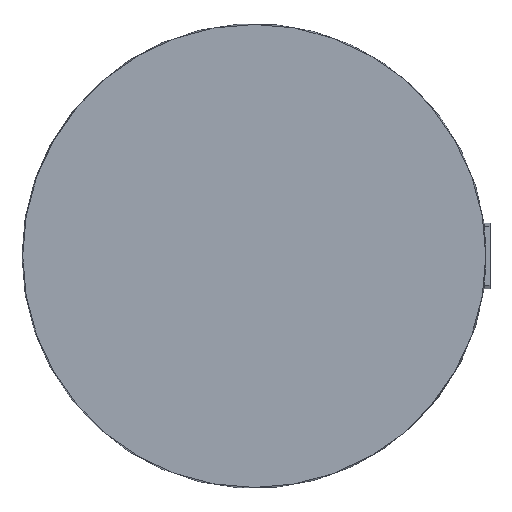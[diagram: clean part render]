
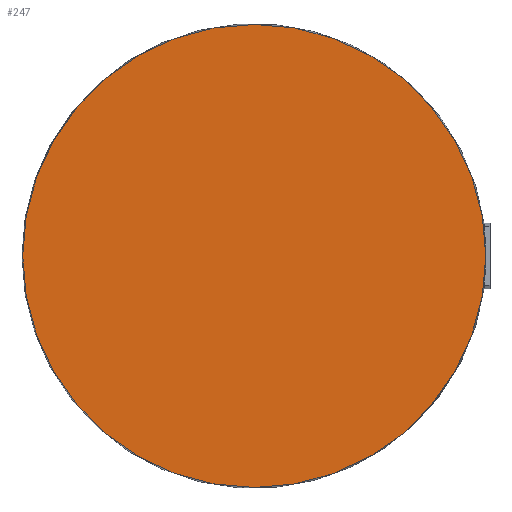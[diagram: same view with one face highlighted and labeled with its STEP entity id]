
A CAD part, top view. The second image highlights one B-rep face of the part: STEP entity #247.
In plain terms, the highlighted planar face has unit normal (0, 0, 1).
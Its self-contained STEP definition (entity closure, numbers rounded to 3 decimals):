
#38 = CIRCLE ( 'NONE', #1135, 9.82 ) ;
#48 = CIRCLE ( 'NONE', #1152, 9.82 ) ;
#233 = DIRECTION ( 'NONE',  ( 0., 1., 0. ) ) ;
#247 = ADVANCED_FACE ( 'NONE', ( #1144 ), #1889, .F. ) ;
#312 = EDGE_CURVE ( 'NONE', #1426, #967, #38, .T. ) ;
#351 = EDGE_LOOP ( 'NONE', ( #1417, #432 ) ) ;
#432 = ORIENTED_EDGE ( 'NONE', *, *, #785, .F. ) ;
#785 = EDGE_CURVE ( 'NONE', #967, #1426, #48, .T. ) ;
#842 = CARTESIAN_POINT ( 'NONE',  ( 0., 0., 11.65 ) ) ;
#854 = DIRECTION ( 'NONE',  ( -1., 0., 0. ) ) ;
#965 = DIRECTION ( 'NONE',  ( 0., 0., -1. ) ) ;
#967 = VERTEX_POINT ( 'NONE', #1221 ) ;
#1135 = AXIS2_PLACEMENT_3D ( 'NONE', #842, #1431, #854 ) ;
#1144 = FACE_OUTER_BOUND ( 'NONE', #351, .T. ) ;
#1151 = DIRECTION ( 'NONE',  ( 0., 0., -1. ) ) ;
#1152 = AXIS2_PLACEMENT_3D ( 'NONE', #1895, #1151, #1722 ) ;
#1221 = CARTESIAN_POINT ( 'NONE',  ( 9.82, 0., 11.65 ) ) ;
#1330 = AXIS2_PLACEMENT_3D ( 'NONE', #1589, #965, #233 ) ;
#1417 = ORIENTED_EDGE ( 'NONE', *, *, #312, .F. ) ;
#1423 = CARTESIAN_POINT ( 'NONE',  ( -9.82, 0., 11.65 ) ) ;
#1426 = VERTEX_POINT ( 'NONE', #1423 ) ;
#1431 = DIRECTION ( 'NONE',  ( 0., 0., -1. ) ) ;
#1589 = CARTESIAN_POINT ( 'NONE',  ( 0., 0., 11.65 ) ) ;
#1722 = DIRECTION ( 'NONE',  ( -1., 0., 0. ) ) ;
#1889 = PLANE ( 'NONE',  #1330 ) ;
#1895 = CARTESIAN_POINT ( 'NONE',  ( 0., 0., 11.65 ) ) ;
